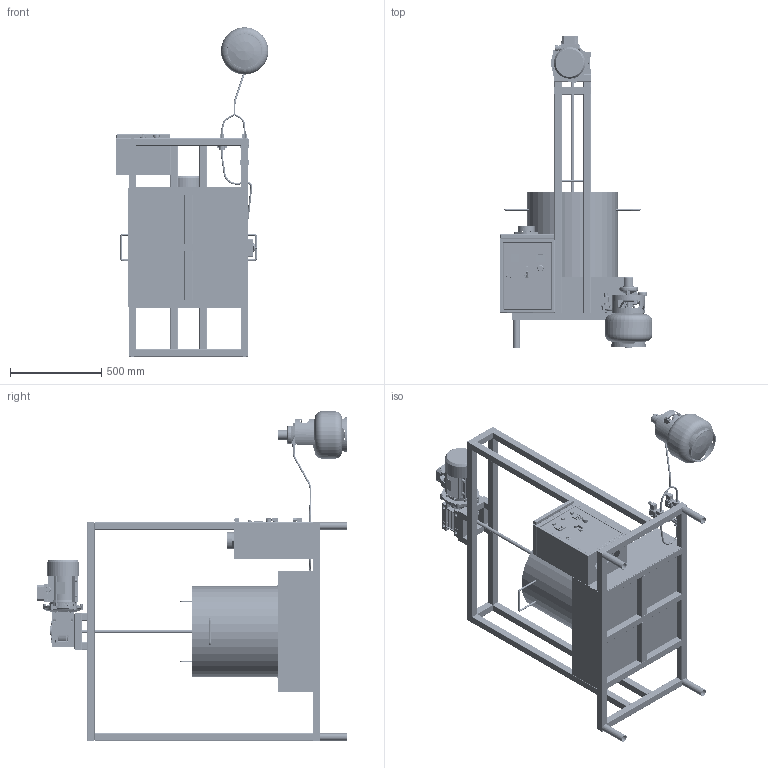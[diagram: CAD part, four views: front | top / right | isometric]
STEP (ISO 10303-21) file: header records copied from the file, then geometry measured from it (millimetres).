
FILE_DESCRIPTION(('FreeCAD Model'),'2;1');
FILE_NAME('Open CASCADE Shape Model','2025-05-09T05:27:47',('FreeCAD'),( 'FreeCAD'),'Open CASCADE STEP processor 7.6','FreeCAD','Unknown');
FILE_SCHEMA(('AUTOMOTIVE_DESIGN { 1 0 10303 214 1 1 1 1 }'));
Products named in the file (1): Open CASCADE STEP translator 7.6 1
Bounding box: 838 x 1708.6 x 1810 mm (x, y, z)
Volume: 25685603.7 mm3; surface area: 13870409.4 mm2
Topology: 164 solids, 164 shells, 8893 faces, 22500 edges, 14500 vertices
Faces by surface type: plane 5540, cylinder 2137, bspline 517, cone 441, torus 194, sphere 64
Full cylindrical faces by diameter (mm): 0.8 x8, 1 x8, 1.19 x6, 1.8 x1, 2 x17, 2.02 x1, 2.381 x8, 2.459 x2, 2.498 x36, 2.5 x36, 3 x3, 3.175 x2, 3.2 x2, 3.627 x3, 4 x14, 4.8 x12, 4.917 x1, 5 x34, 5.334 x1, 5.5 x2, 5.529 x1, 5.6 x6, 5.924 x4, 6 x9, 6.4 x6, 6.647 x15, 7 x80, 7.2 x9, 8 x23, 8.4 x1
Entity records: 281490 total; most frequent: CARTESIAN_POINT 68085, ORIENTED_EDGE 44894, DIRECTION 42882, EDGE_CURVE 22447, LINE 14690, VECTOR 14690, VERTEX_POINT 14497, AXIS2_PLACEMENT_3D 14096
